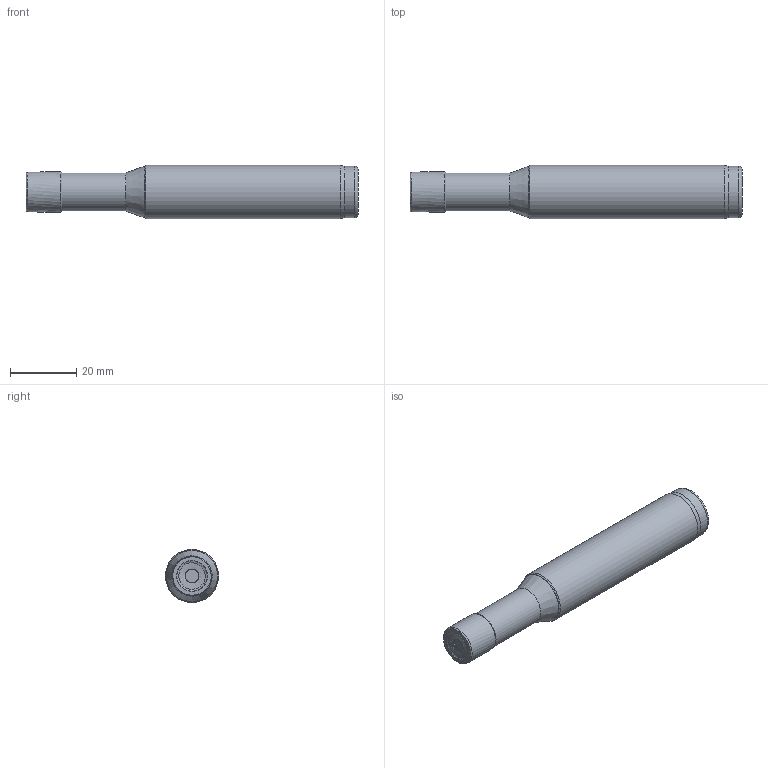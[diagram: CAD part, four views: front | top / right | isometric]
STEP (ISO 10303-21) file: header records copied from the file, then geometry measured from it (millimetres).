
FILE_DESCRIPTION(/* description */ (''),/* implementation_level */ '2;1');
FILE_NAME(/* name */ 'AEM90-AP10-D12-W16-L100-Z01-H.stp',/* time_stamp */ '2023-10-02T10:30:50+03:00',/* author */ (''),/* organization */ (''),/* preprocessor_version */ 'ST-DEVELOPER v19.4',/* originating_system */ 'SIEMENS PLM Software NX2306.3001',/* authorisation */ '');
FILE_SCHEMA (('AUTOMOTIVE_DESIGN { 1 0 10303 214 3 1 1 1 }'));
Length unit declared in the file: millimetre
Products named in the file (1): AEM90-AP10-D12-W16-L100-Z01-H
Bounding box: 99.99 x 16 x 16 mm (x, y, z)
Volume: 17682.4 mm3; surface area: 5495.9 mm2
Topology: 2 solids, 2 shells, 27 faces, 65 edges, 40 vertices
Faces by surface type: revolution 14, cone 5, torus 3, cylinder 3, plane 2
Full cylindrical faces by diameter (mm): 11.4 x1, 15.5 x1, 16 x1
Entity records: 847 total; most frequent: CARTESIAN_POINT 268, DIRECTION 94, EDGE_LOOP 52, ORIENTED_EDGE 52, FACE_BOUND 50, AXIS2_PLACEMENT_3D 40, ADVANCED_FACE 27, VERTEX_POINT 26
